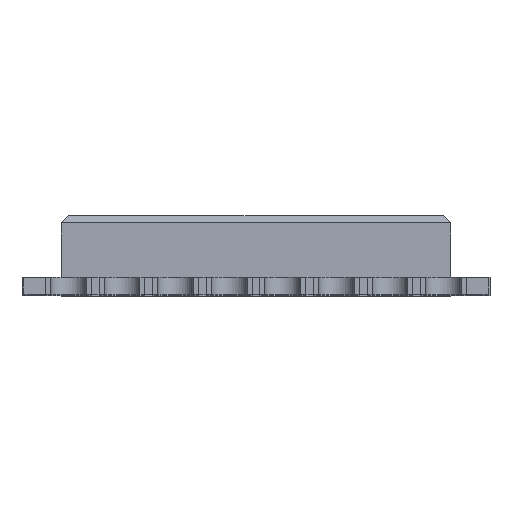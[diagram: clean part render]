
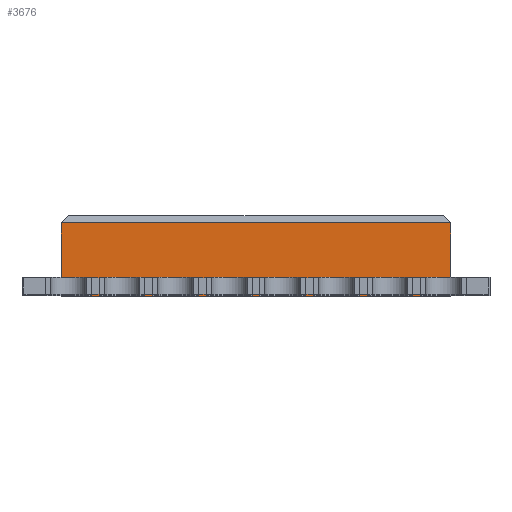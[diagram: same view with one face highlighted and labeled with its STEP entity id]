
A CAD part, front view. The second image highlights one B-rep face of the part: STEP entity #3676.
In plain terms, the highlighted planar face has unit normal (0, -1, 0).
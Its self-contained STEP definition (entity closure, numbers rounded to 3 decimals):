
#3676 = ADVANCED_FACE('',(#3677),#3691,.F.);
#3677 = FACE_BOUND('',#3678,.F.);
#3678 = EDGE_LOOP('',(#3679,#3714,#3742,#3770));
#3679 = ORIENTED_EDGE('',*,*,#3680,.T.);
#3680 = EDGE_CURVE('',#3681,#3683,#3685,.T.);
#3681 = VERTEX_POINT('',#3682);
#3682 = CARTESIAN_POINT('',(1.05,1.,-0.01));
#3683 = VERTEX_POINT('',#3684);
#3684 = CARTESIAN_POINT('',(1.05,1.,2.04));
#3685 = SURFACE_CURVE('',#3686,(#3690,#3702),.PCURVE_S1.);
#3686 = LINE('',#3687,#3688);
#3687 = CARTESIAN_POINT('',(1.05,1.,-0.01));
#3688 = VECTOR('',#3689,1.);
#3689 = DIRECTION('',(0.,0.,1.));
#3690 = PCURVE('',#3691,#3696);
#3691 = PLANE('',#3692);
#3692 = AXIS2_PLACEMENT_3D('',#3693,#3694,#3695);
#3693 = CARTESIAN_POINT('',(1.05,1.,-0.01));
#3694 = DIRECTION('',(0.,1.,0.));
#3695 = DIRECTION('',(1.,0.,0.));
#3696 = DEFINITIONAL_REPRESENTATION('',(#3697),#3701);
#3697 = LINE('',#3698,#3699);
#3698 = CARTESIAN_POINT('',(0.,0.));
#3699 = VECTOR('',#3700,1.);
#3700 = DIRECTION('',(0.,-1.));
#3701 = ( GEOMETRIC_REPRESENTATION_CONTEXT(2) 
PARAMETRIC_REPRESENTATION_CONTEXT() REPRESENTATION_CONTEXT('2D SPACE',''
  ) );
#3702 = PCURVE('',#3703,#3708);
#3703 = PLANE('',#3704);
#3704 = AXIS2_PLACEMENT_3D('',#3705,#3706,#3707);
#3705 = CARTESIAN_POINT('',(1.05,17.9,-0.01));
#3706 = DIRECTION('',(1.,0.,0.));
#3707 = DIRECTION('',(0.,-1.,0.));
#3708 = DEFINITIONAL_REPRESENTATION('',(#3709),#3713);
#3709 = LINE('',#3710,#3711);
#3710 = CARTESIAN_POINT('',(16.9,0.));
#3711 = VECTOR('',#3712,1.);
#3712 = DIRECTION('',(0.,-1.));
#3713 = ( GEOMETRIC_REPRESENTATION_CONTEXT(2) 
PARAMETRIC_REPRESENTATION_CONTEXT() REPRESENTATION_CONTEXT('2D SPACE',''
  ) );
#3714 = ORIENTED_EDGE('',*,*,#3715,.T.);
#3715 = EDGE_CURVE('',#3683,#3716,#3718,.T.);
#3716 = VERTEX_POINT('',#3717);
#3717 = CARTESIAN_POINT('',(11.95,1.,2.04));
#3718 = SURFACE_CURVE('',#3719,(#3723,#3730),.PCURVE_S1.);
#3719 = LINE('',#3720,#3721);
#3720 = CARTESIAN_POINT('',(1.05,1.,2.04));
#3721 = VECTOR('',#3722,1.);
#3722 = DIRECTION('',(1.,0.,0.));
#3723 = PCURVE('',#3691,#3724);
#3724 = DEFINITIONAL_REPRESENTATION('',(#3725),#3729);
#3725 = LINE('',#3726,#3727);
#3726 = CARTESIAN_POINT('',(0.,-2.05));
#3727 = VECTOR('',#3728,1.);
#3728 = DIRECTION('',(1.,0.));
#3729 = ( GEOMETRIC_REPRESENTATION_CONTEXT(2) 
PARAMETRIC_REPRESENTATION_CONTEXT() REPRESENTATION_CONTEXT('2D SPACE',''
  ) );
#3730 = PCURVE('',#3731,#3736);
#3731 = PLANE('',#3732);
#3732 = AXIS2_PLACEMENT_3D('',#3733,#3734,#3735);
#3733 = CARTESIAN_POINT('',(1.05,1.1,2.14));
#3734 = DIRECTION('',(0.,0.707,-0.707));
#3735 = DIRECTION('',(-1.,-0.,-0.));
#3736 = DEFINITIONAL_REPRESENTATION('',(#3737),#3741);
#3737 = LINE('',#3738,#3739);
#3738 = CARTESIAN_POINT('',(-0.,-0.141));
#3739 = VECTOR('',#3740,1.);
#3740 = DIRECTION('',(-1.,0.));
#3741 = ( GEOMETRIC_REPRESENTATION_CONTEXT(2) 
PARAMETRIC_REPRESENTATION_CONTEXT() REPRESENTATION_CONTEXT('2D SPACE',''
  ) );
#3742 = ORIENTED_EDGE('',*,*,#3743,.F.);
#3743 = EDGE_CURVE('',#3744,#3716,#3746,.T.);
#3744 = VERTEX_POINT('',#3745);
#3745 = CARTESIAN_POINT('',(11.95,1.,-0.01));
#3746 = SURFACE_CURVE('',#3747,(#3751,#3758),.PCURVE_S1.);
#3747 = LINE('',#3748,#3749);
#3748 = CARTESIAN_POINT('',(11.95,1.,-0.01));
#3749 = VECTOR('',#3750,1.);
#3750 = DIRECTION('',(0.,0.,1.));
#3751 = PCURVE('',#3691,#3752);
#3752 = DEFINITIONAL_REPRESENTATION('',(#3753),#3757);
#3753 = LINE('',#3754,#3755);
#3754 = CARTESIAN_POINT('',(10.9,0.));
#3755 = VECTOR('',#3756,1.);
#3756 = DIRECTION('',(0.,-1.));
#3757 = ( GEOMETRIC_REPRESENTATION_CONTEXT(2) 
PARAMETRIC_REPRESENTATION_CONTEXT() REPRESENTATION_CONTEXT('2D SPACE',''
  ) );
#3758 = PCURVE('',#3759,#3764);
#3759 = PLANE('',#3760);
#3760 = AXIS2_PLACEMENT_3D('',#3761,#3762,#3763);
#3761 = CARTESIAN_POINT('',(11.95,1.,-0.01));
#3762 = DIRECTION('',(-1.,0.,0.));
#3763 = DIRECTION('',(0.,1.,0.));
#3764 = DEFINITIONAL_REPRESENTATION('',(#3765),#3769);
#3765 = LINE('',#3766,#3767);
#3766 = CARTESIAN_POINT('',(0.,0.));
#3767 = VECTOR('',#3768,1.);
#3768 = DIRECTION('',(0.,-1.));
#3769 = ( GEOMETRIC_REPRESENTATION_CONTEXT(2) 
PARAMETRIC_REPRESENTATION_CONTEXT() REPRESENTATION_CONTEXT('2D SPACE',''
  ) );
#3770 = ORIENTED_EDGE('',*,*,#3771,.F.);
#3771 = EDGE_CURVE('',#3681,#3744,#3772,.T.);
#3772 = SURFACE_CURVE('',#3773,(#3777,#3784),.PCURVE_S1.);
#3773 = LINE('',#3774,#3775);
#3774 = CARTESIAN_POINT('',(1.05,1.,-0.01));
#3775 = VECTOR('',#3776,1.);
#3776 = DIRECTION('',(1.,0.,0.));
#3777 = PCURVE('',#3691,#3778);
#3778 = DEFINITIONAL_REPRESENTATION('',(#3779),#3783);
#3779 = LINE('',#3780,#3781);
#3780 = CARTESIAN_POINT('',(0.,0.));
#3781 = VECTOR('',#3782,1.);
#3782 = DIRECTION('',(1.,0.));
#3783 = ( GEOMETRIC_REPRESENTATION_CONTEXT(2) 
PARAMETRIC_REPRESENTATION_CONTEXT() REPRESENTATION_CONTEXT('2D SPACE',''
  ) );
#3784 = PCURVE('',#3785,#3790);
#3785 = PLANE('',#3786);
#3786 = AXIS2_PLACEMENT_3D('',#3787,#3788,#3789);
#3787 = CARTESIAN_POINT('',(6.5,9.45,-0.01));
#3788 = DIRECTION('',(0.,0.,1.));
#3789 = DIRECTION('',(1.,0.,0.));
#3790 = DEFINITIONAL_REPRESENTATION('',(#3791),#3795);
#3791 = LINE('',#3792,#3793);
#3792 = CARTESIAN_POINT('',(-5.45,-8.45));
#3793 = VECTOR('',#3794,1.);
#3794 = DIRECTION('',(1.,0.));
#3795 = ( GEOMETRIC_REPRESENTATION_CONTEXT(2) 
PARAMETRIC_REPRESENTATION_CONTEXT() REPRESENTATION_CONTEXT('2D SPACE',''
  ) );
